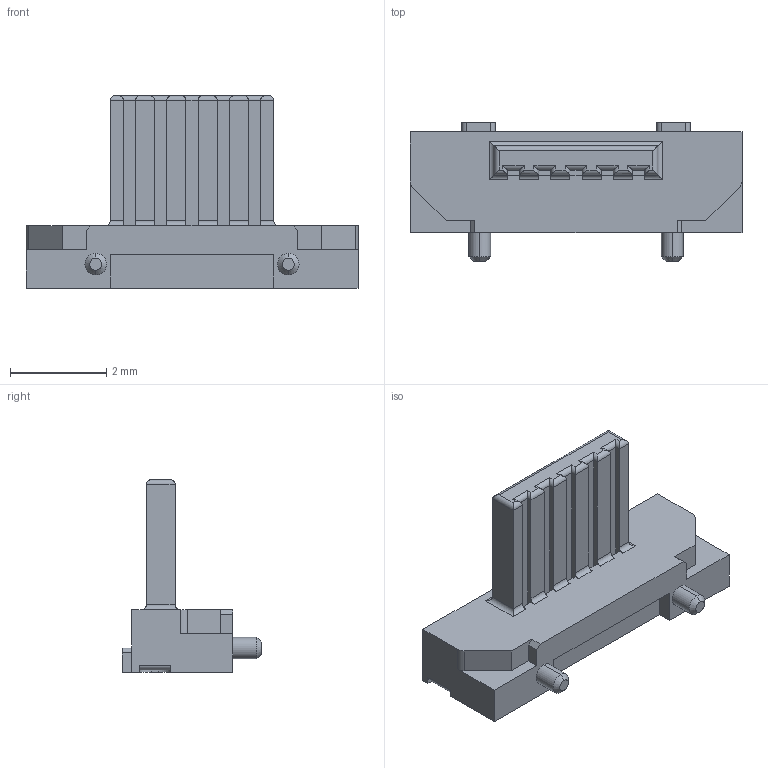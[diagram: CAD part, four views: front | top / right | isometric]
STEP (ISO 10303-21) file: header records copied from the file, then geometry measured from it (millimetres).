
FILE_DESCRIPTION (( 'STEP AP203' ), '1' );
FILE_NAME ('micro usb internal.step', '2019-10-07T21:32:26', ( '' ), ( '' ), 'SwSTEP 2.0', 'SolidWorks 2017', '' );
FILE_SCHEMA (( 'CONFIG_CONTROL_DESIGN' ));
Length unit declared in the file: millimetre
Products named in the file (1): micro usb internal
Bounding box: 6.9 x 2.9 x 4 mm (x, y, z)
Volume: 22.9 mm3; surface area: 79.7 mm2
Topology: 1 solids, 1 shells, 126 faces, 331 edges, 210 vertices
Faces by surface type: plane 73, cylinder 49, cone 4
Entity records: 3882 total; most frequent: CARTESIAN_POINT 752, ORIENTED_EDGE 662, DIRECTION 603, EDGE_CURVE 331, LINE 257, VECTOR 257, VERTEX_POINT 210, AXIS2_PLACEMENT_3D 173
